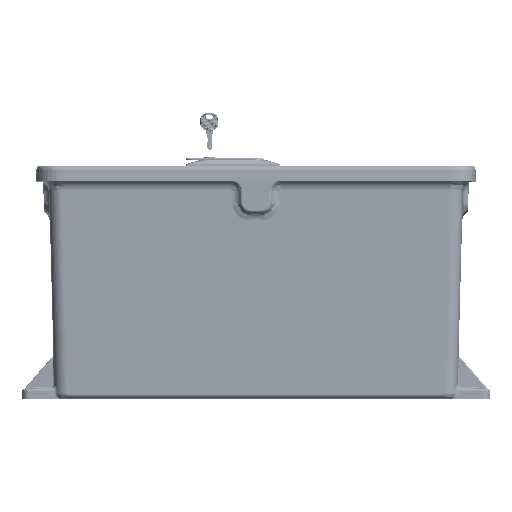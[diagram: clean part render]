
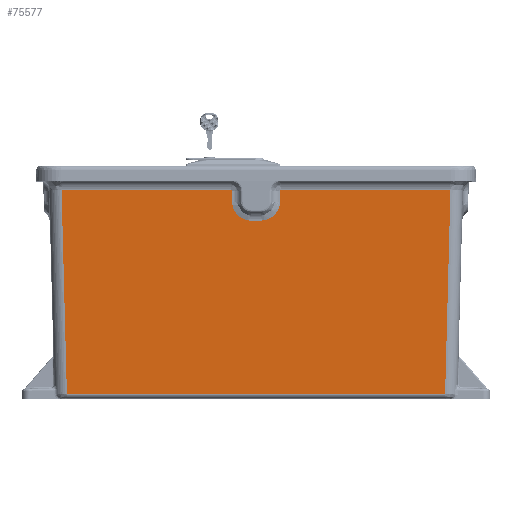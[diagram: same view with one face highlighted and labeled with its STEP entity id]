
A CAD part, top view. The second image highlights one B-rep face of the part: STEP entity #75577.
In plain terms, the highlighted planar face has unit normal (0, -0.026, 1).
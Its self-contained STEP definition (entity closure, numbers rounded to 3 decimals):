
#1514=LINE('',#120417,#6301);
#1515=LINE('',#120467,#6302);
#1517=LINE('',#120518,#6304);
#1519=LINE('',#120569,#6306);
#1521=LINE('',#120615,#6308);
#1523=LINE('',#120621,#6310);
#1524=LINE('',#120623,#6311);
#1525=LINE('',#120625,#6312);
#6301=VECTOR('',#92241,0.5);
#6302=VECTOR('',#92252,0.5);
#6304=VECTOR('',#92264,0.5);
#6306=VECTOR('',#92276,0.5);
#6308=VECTOR('',#92288,0.5);
#6310=VECTOR('',#92294,0.394);
#6311=VECTOR('',#92295,0.394);
#6312=VECTOR('',#92296,0.394);
#11720=PLANE('',#81189);
#13881=ELLIPSE('',#81170,0.048,0.047);
#13883=ELLIPSE('',#81175,0.952,0.952);
#13885=ELLIPSE('',#81180,0.952,0.952);
#13887=ELLIPSE('',#81185,0.048,0.047);
#17301=FACE_OUTER_BOUND('',#22092,.T.);
#22092=EDGE_LOOP('',(#49875,#49876,#49877,#49878,#49879,#49880,#49881,#49882,
#49883,#49884,#49885,#49886,#49887,#49888));
#27480=CIRCLE('',#81190,1.909);
#27481=CIRCLE('',#81191,1.909);
#30314=VERTEX_POINT('',#120410);
#30317=VERTEX_POINT('',#120415);
#30319=VERTEX_POINT('',#120459);
#30321=VERTEX_POINT('',#120465);
#30323=VERTEX_POINT('',#120510);
#30325=VERTEX_POINT('',#120516);
#30327=VERTEX_POINT('',#120561);
#30329=VERTEX_POINT('',#120567);
#30331=VERTEX_POINT('',#120607);
#30333=VERTEX_POINT('',#120613);
#30334=VERTEX_POINT('',#120618);
#30335=VERTEX_POINT('',#120620);
#30336=VERTEX_POINT('',#120622);
#30337=VERTEX_POINT('',#120624);
#37909=EDGE_CURVE('',#30317,#30314,#1514,.T.);
#37911=EDGE_CURVE('',#30319,#30317,#13881,.T.);
#37914=EDGE_CURVE('',#30321,#30319,#1515,.T.);
#37917=EDGE_CURVE('',#30323,#30321,#13883,.T.);
#37920=EDGE_CURVE('',#30325,#30323,#1517,.T.);
#37923=EDGE_CURVE('',#30327,#30325,#13885,.T.);
#37926=EDGE_CURVE('',#30329,#30327,#1519,.T.);
#37929=EDGE_CURVE('',#30331,#30329,#13887,.T.);
#37932=EDGE_CURVE('',#30333,#30331,#1521,.T.);
#37934=EDGE_CURVE('',#30334,#30333,#27480,.T.);
#37935=EDGE_CURVE('',#30335,#30334,#1523,.T.);
#37936=EDGE_CURVE('',#30336,#30335,#1524,.T.);
#37937=EDGE_CURVE('',#30337,#30336,#1525,.T.);
#37938=EDGE_CURVE('',#30314,#30337,#27481,.T.);
#49875=ORIENTED_EDGE('',*,*,#37909,.F.);
#49876=ORIENTED_EDGE('',*,*,#37911,.F.);
#49877=ORIENTED_EDGE('',*,*,#37914,.F.);
#49878=ORIENTED_EDGE('',*,*,#37917,.F.);
#49879=ORIENTED_EDGE('',*,*,#37920,.F.);
#49880=ORIENTED_EDGE('',*,*,#37923,.F.);
#49881=ORIENTED_EDGE('',*,*,#37926,.F.);
#49882=ORIENTED_EDGE('',*,*,#37929,.F.);
#49883=ORIENTED_EDGE('',*,*,#37932,.F.);
#49884=ORIENTED_EDGE('',*,*,#37934,.F.);
#49885=ORIENTED_EDGE('',*,*,#37935,.F.);
#49886=ORIENTED_EDGE('',*,*,#37936,.F.);
#49887=ORIENTED_EDGE('',*,*,#37937,.F.);
#49888=ORIENTED_EDGE('',*,*,#37938,.F.);
#75577=ADVANCED_FACE('',(#17301),#11720,.T.);
#81170=AXIS2_PLACEMENT_3D('',#120461,#92244,#92245);
#81175=AXIS2_PLACEMENT_3D('',#120512,#92256,#92257);
#81180=AXIS2_PLACEMENT_3D('',#120563,#92268,#92269);
#81185=AXIS2_PLACEMENT_3D('',#120609,#92280,#92281);
#81189=AXIS2_PLACEMENT_3D('',#120617,#92290,#92291);
#81190=AXIS2_PLACEMENT_3D('',#120619,#92292,#92293);
#81191=AXIS2_PLACEMENT_3D('',#120626,#92297,#92298);
#92241=DIRECTION('',(1.,0.,0.));
#92244=DIRECTION('center_axis',(0.,0.026,
-1.));
#92245=DIRECTION('ref_axis',(0.003,1.,0.026));
#92252=DIRECTION('',(0.,1.,0.026));
#92256=DIRECTION('center_axis',(0.,-0.026,
1.));
#92257=DIRECTION('ref_axis',(0.,-1.,-0.026));
#92264=DIRECTION('',(1.,0.,0.));
#92268=DIRECTION('center_axis',(0.,-0.026,
1.));
#92269=DIRECTION('ref_axis',(0.,-1.,-0.026));
#92276=DIRECTION('',(0.,-1.,-0.026));
#92280=DIRECTION('center_axis',(0.,0.026,
-1.));
#92281=DIRECTION('ref_axis',(-0.003,1.,0.026));
#92288=DIRECTION('',(1.,0.,0.));
#92290=DIRECTION('center_axis',(0.,-0.026,
1.));
#92291=DIRECTION('ref_axis',(-1.,0.,0.));
#92292=DIRECTION('center_axis',(0.,-0.026,
1.));
#92293=DIRECTION('ref_axis',(0.,-1.,-0.026));
#92294=DIRECTION('',(-0.026,0.999,0.026));
#92295=DIRECTION('',(-1.,0.,0.));
#92296=DIRECTION('',(-0.026,-0.999,-0.026));
#92297=DIRECTION('center_axis',(0.,-0.026,
1.));
#92298=DIRECTION('ref_axis',(0.033,-0.999,-0.026));
#120410=CARTESIAN_POINT('',(9.7,-0.975,10.388));
#120415=CARTESIAN_POINT('',(1.25,-0.975,10.388));
#120417=CARTESIAN_POINT('',(4.85,-0.975,10.388));
#120459=CARTESIAN_POINT('',(1.202,-1.022,10.387));
#120461=CARTESIAN_POINT('Origin',(1.249,-1.022,10.387));
#120465=CARTESIAN_POINT('',(1.202,-1.549,10.373));
#120467=CARTESIAN_POINT('',(1.202,0.001,10.414));
#120510=CARTESIAN_POINT('',(0.25,-2.501,10.349));
#120512=CARTESIAN_POINT('Origin',(0.25,-1.549,10.373));
#120516=CARTESIAN_POINT('',(-0.25,-2.501,10.349));
#120518=CARTESIAN_POINT('',(4.85,-2.501,10.349));
#120561=CARTESIAN_POINT('',(-1.202,-1.549,10.373));
#120563=CARTESIAN_POINT('Origin',(-0.25,-1.549,
10.373));
#120567=CARTESIAN_POINT('',(-1.202,-1.022,10.387));
#120569=CARTESIAN_POINT('',(-1.202,0.007,10.414));
#120607=CARTESIAN_POINT('',(-1.25,-0.975,10.388));
#120609=CARTESIAN_POINT('Origin',(-1.249,-1.022,10.387));
#120613=CARTESIAN_POINT('',(-9.7,-0.975,10.388));
#120615=CARTESIAN_POINT('',(4.85,-0.975,10.388));
#120617=CARTESIAN_POINT('Origin',(-10.414,0.,10.414));
#120618=CARTESIAN_POINT('',(-9.764,-0.974,10.389));
#120619=CARTESIAN_POINT('Origin',(-9.7,0.934,10.438));
#120620=CARTESIAN_POINT('',(-9.496,-11.195,10.121));
#120621=CARTESIAN_POINT('',(-9.783,-0.256,10.407));
#120622=CARTESIAN_POINT('',(9.496,-11.195,10.121));
#120623=CARTESIAN_POINT('',(-5.207,-11.195,10.121));
#120624=CARTESIAN_POINT('',(9.764,-0.974,10.389));
#120625=CARTESIAN_POINT('',(9.783,-0.256,10.407));
#120626=CARTESIAN_POINT('Origin',(9.7,0.934,10.438));
